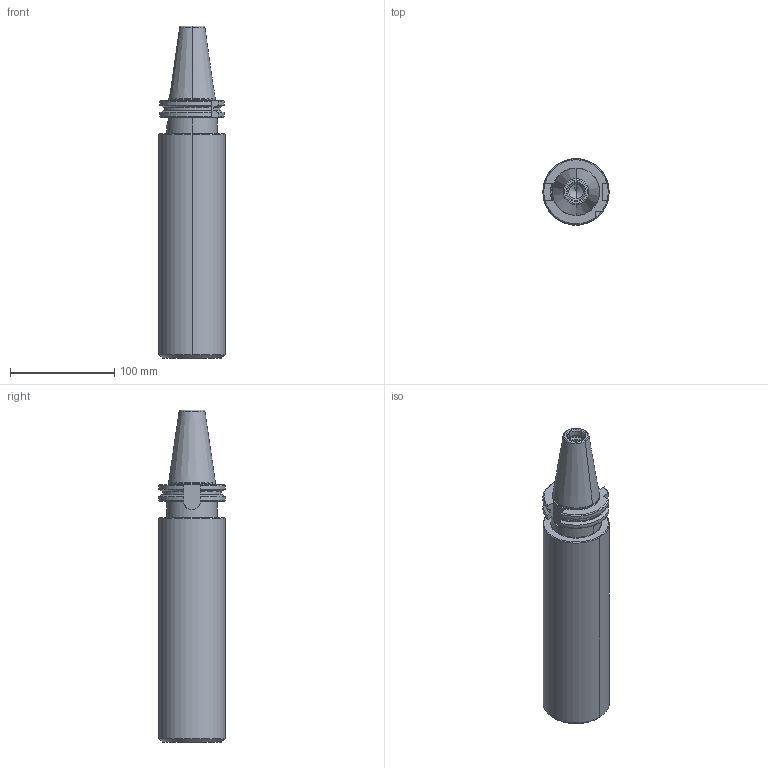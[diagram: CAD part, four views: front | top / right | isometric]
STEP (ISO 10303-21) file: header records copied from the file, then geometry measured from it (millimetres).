
FILE_DESCRIPTION((''),'2;1');
FILE_NAME('402_17_63','2020-09-29T',('104091'),(''),'CREO PARAMETRIC BY PTC INC, 2016260','CREO PARAMETRIC BY PTC INC, 2016260','');
FILE_SCHEMA(('CONFIG_CONTROL_DESIGN'));
Length unit declared in the file: millimetre
Products named in the file (1): 402_17_63
Bounding box: 63.5 x 63.54 x 318.4 mm (x, y, z)
Volume: 814602 mm3; surface area: 66254 mm2
Topology: 1 solids, 1 shells, 103 faces, 257 edges, 155 vertices
Faces by surface type: torus 31, cone 26, cylinder 26, plane 20
Entity records: 3315 total; most frequent: CARTESIAN_POINT 832, DIRECTION 541, ORIENTED_EDGE 502, EDGE_CURVE 251, AXIS2_PLACEMENT_3D 226, VERTEX_POINT 155, CIRCLE 120, EDGE_LOOP 108
